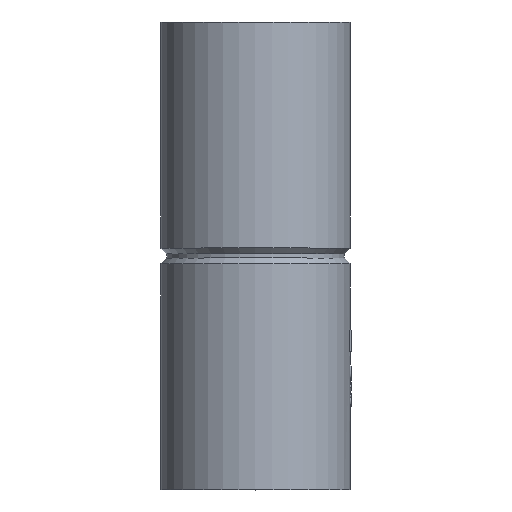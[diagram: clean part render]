
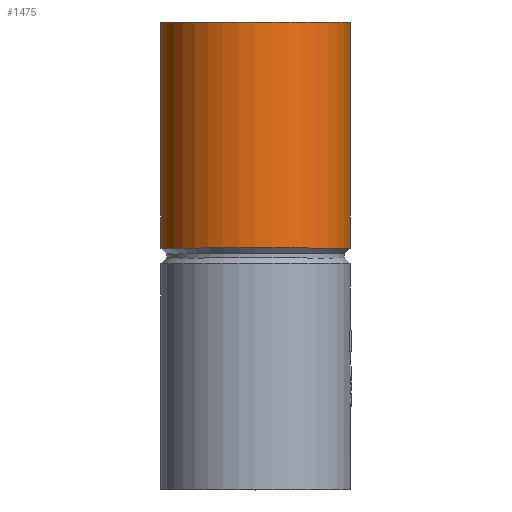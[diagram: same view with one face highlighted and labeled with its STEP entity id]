
A CAD part, top view. The second image highlights one B-rep face of the part: STEP entity #1475.
In plain terms, the highlighted cylindrical face has radius 22.25 mm (diameter 44.5 mm), a full revolution.
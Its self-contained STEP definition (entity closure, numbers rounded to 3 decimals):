
#1475=ADVANCED_FACE('',(#2648,#2650),#2652,.T.);
#2648=FACE_OUTER_BOUND('',#2649,.T.);
#2649=EDGE_LOOP('',(#3727));
#2650=FACE_OUTER_BOUND('',#2651,.T.);
#2651=EDGE_LOOP('',(#3728));
#2652=CYLINDRICAL_SURFACE('',#2653,22.25);
#2653=AXIS2_PLACEMENT_3D('',#2654,#2655,#2656);
#2654=CARTESIAN_POINT('',(0.,-53.15,0.));
#2655=DIRECTION('',(0.,1.,0.));
#2656=DIRECTION('',(0.,0.,1.));
#3727=ORIENTED_EDGE('',*,*,#4166,.F.);
#3728=ORIENTED_EDGE('',*,*,#4164,.T.);
#4164=EDGE_CURVE('',#4887,#4887,#4888,.T.);
#4166=EDGE_CURVE('',#4891,#4891,#4892,.T.);
#4887=VERTEX_POINT('',#7730);
#4888=CIRCLE('',#7731,22.25);
#4891=VERTEX_POINT('',#7740);
#4892=CIRCLE('',#7741,22.25);
#7730=CARTESIAN_POINT('',(0.,-53.15,22.25));
#7731=AXIS2_PLACEMENT_3D('',#7732,#7733,#7734);
#7732=CARTESIAN_POINT('',(0.,-53.15,0.));
#7733=DIRECTION('',(0.,1.,0.));
#7734=DIRECTION('',(0.,0.,1.));
#7740=CARTESIAN_POINT('',(0.,0.,22.25));
#7741=AXIS2_PLACEMENT_3D('',#7742,#7743,#7744);
#7742=CARTESIAN_POINT('',(0.,0.,0.));
#7743=DIRECTION('',(0.,1.,0.));
#7744=DIRECTION('',(0.,0.,1.));
